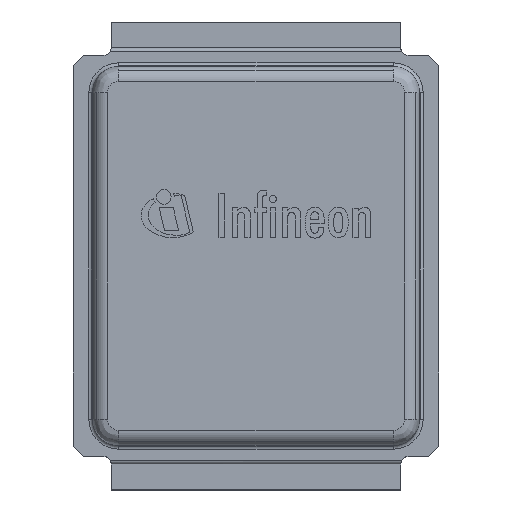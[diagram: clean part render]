
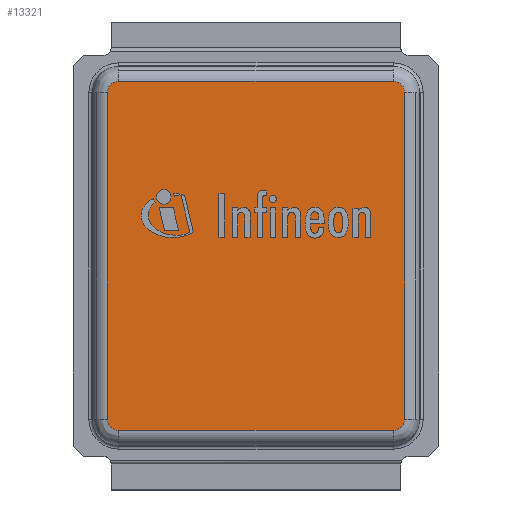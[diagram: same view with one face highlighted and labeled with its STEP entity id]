
A CAD part, top view. The second image highlights one B-rep face of the part: STEP entity #13321.
In plain terms, the highlighted planar face has unit normal (0, 0, 1).
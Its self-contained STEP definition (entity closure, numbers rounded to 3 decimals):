
#113 = DIRECTION ( 'NONE',  ( 0., 0., -1. ) ) ;
#688 = DIRECTION ( 'NONE',  ( 0., 0., -1. ) ) ;
#700 = CARTESIAN_POINT ( 'NONE',  ( 1.85, -2.35, 0.645 ) ) ;
#805 = VERTEX_POINT ( 'NONE', #700 ) ;
#1013 = AXIS2_PLACEMENT_3D ( 'NONE', #7718, #17677, #9127 ) ;
#1016 = VERTEX_POINT ( 'NONE', #3360 ) ;
#1205 = VERTEX_POINT ( 'NONE', #4331 ) ;
#1244 = PLANE ( 'NONE',  #5493 ) ;
#1336 = ORIENTED_EDGE ( 'NONE', *, *, #2372, .F. ) ;
#1568 = CARTESIAN_POINT ( 'NONE',  ( -1.85, -2.35, 0.645 ) ) ;
#1574 = CARTESIAN_POINT ( 'NONE',  ( -2., 0.3, 0.645 ) ) ;
#2372 = EDGE_CURVE ( 'NONE', #8195, #805, #15346, .T. ) ;
#2464 = CARTESIAN_POINT ( 'NONE',  ( 0.925, -2.35, 0.645 ) ) ;
#2605 = CARTESIAN_POINT ( 'NONE',  ( 1.85, 2.35, 0.645 ) ) ;
#2627 = AXIS2_PLACEMENT_3D ( 'NONE', #8636, #113, #10086 ) ;
#2949 = ORIENTED_EDGE ( 'NONE', *, *, #7445, .F. ) ;
#3360 = CARTESIAN_POINT ( 'NONE',  ( -2., -2.2, 0.645 ) ) ;
#3444 = EDGE_CURVE ( 'NONE', #1016, #1205, #14514, .T. ) ;
#3614 = CIRCLE ( 'NONE', #11626, 0.15 ) ;
#3899 = CARTESIAN_POINT ( 'NONE',  ( 2., -2.2, 0.645 ) ) ;
#4331 = CARTESIAN_POINT ( 'NONE',  ( -2., 2.2, 0.645 ) ) ;
#4369 = DIRECTION ( 'NONE',  ( 1., 0., 0. ) ) ;
#4446 = CIRCLE ( 'NONE', #1013, 0.15 ) ;
#4499 = CARTESIAN_POINT ( 'NONE',  ( -1.85, 2.35, 0.645 ) ) ;
#4675 = CARTESIAN_POINT ( 'NONE',  ( 2., 2.5, 0.645 ) ) ;
#5188 = ORIENTED_EDGE ( 'NONE', *, *, #5471, .F. ) ;
#5471 = EDGE_CURVE ( 'NONE', #8746, #8195, #10225, .T. ) ;
#5493 = AXIS2_PLACEMENT_3D ( 'NONE', #6998, #16964, #8430 ) ;
#6377 = LINE ( 'NONE', #2464, #17734 ) ;
#6432 = VECTOR ( 'NONE', #10425, 1000. ) ;
#6914 = VECTOR ( 'NONE', #10142, 1000. ) ;
#6998 = CARTESIAN_POINT ( 'NONE',  ( 0., 2.8, 0.645 ) ) ;
#7445 = EDGE_CURVE ( 'NONE', #17619, #16431, #10441, .T. ) ;
#7718 = CARTESIAN_POINT ( 'NONE',  ( 1.85, 2.2, 0.645 ) ) ;
#7780 = ORIENTED_EDGE ( 'NONE', *, *, #3444, .F. ) ;
#8195 = VERTEX_POINT ( 'NONE', #3899 ) ;
#8256 = CARTESIAN_POINT ( 'NONE',  ( -1.85, -2.2, 0.645 ) ) ;
#8372 = ORIENTED_EDGE ( 'NONE', *, *, #16890, .F. ) ;
#8430 = DIRECTION ( 'NONE',  ( 1., 0., 0. ) ) ;
#8636 = CARTESIAN_POINT ( 'NONE',  ( -1.85, 2.2, 0.645 ) ) ;
#8746 = VERTEX_POINT ( 'NONE', #15199 ) ;
#9127 = DIRECTION ( 'NONE',  ( 0.707, 0.707, 0. ) ) ;
#9222 = EDGE_CURVE ( 'NONE', #16431, #8746, #4446, .T. ) ;
#9230 = CARTESIAN_POINT ( 'NONE',  ( 1.85, -2.2, 0.645 ) ) ;
#9687 = DIRECTION ( 'NONE',  ( -0.707, -0.707, 0. ) ) ;
#10086 = DIRECTION ( 'NONE',  ( -0.707, 0.707, 0. ) ) ;
#10142 = DIRECTION ( 'NONE',  ( 0., 1., 0. ) ) ;
#10160 = ORIENTED_EDGE ( 'NONE', *, *, #13226, .F. ) ;
#10225 = LINE ( 'NONE', #4675, #6432 ) ;
#10425 = DIRECTION ( 'NONE',  ( 0., -1., 0. ) ) ;
#10441 = LINE ( 'NONE', #17138, #12897 ) ;
#10615 = ORIENTED_EDGE ( 'NONE', *, *, #17083, .F. ) ;
#11078 = AXIS2_PLACEMENT_3D ( 'NONE', #9230, #688, #13322 ) ;
#11626 = AXIS2_PLACEMENT_3D ( 'NONE', #8256, #18216, #9687 ) ;
#11684 = VERTEX_POINT ( 'NONE', #1568 ) ;
#12475 = DIRECTION ( 'NONE',  ( -1., 0., 0. ) ) ;
#12897 = VECTOR ( 'NONE', #4369, 1000. ) ;
#13226 = EDGE_CURVE ( 'NONE', #11684, #1016, #3614, .T. ) ;
#13233 = FACE_OUTER_BOUND ( 'NONE', #16091, .T. ) ;
#13321 = ADVANCED_FACE ( 'NONE', ( #13233 ), #1244, .T. ) ;
#13322 = DIRECTION ( 'NONE',  ( 0.707, -0.707, 0. ) ) ;
#14514 = LINE ( 'NONE', #1574, #6914 ) ;
#15199 = CARTESIAN_POINT ( 'NONE',  ( 2., 2.2, 0.645 ) ) ;
#15346 = CIRCLE ( 'NONE', #11078, 0.15 ) ;
#16091 = EDGE_LOOP ( 'NONE', ( #1336, #5188, #17525, #2949, #10615, #7780, #10160, #8372 ) ) ;
#16431 = VERTEX_POINT ( 'NONE', #2605 ) ;
#16890 = EDGE_CURVE ( 'NONE', #805, #11684, #6377, .T. ) ;
#16964 = DIRECTION ( 'NONE',  ( 0., 0., 1. ) ) ;
#17083 = EDGE_CURVE ( 'NONE', #1205, #17619, #18408, .T. ) ;
#17138 = CARTESIAN_POINT ( 'NONE',  ( -0.925, 2.35, 0.645 ) ) ;
#17525 = ORIENTED_EDGE ( 'NONE', *, *, #9222, .F. ) ;
#17619 = VERTEX_POINT ( 'NONE', #4499 ) ;
#17677 = DIRECTION ( 'NONE',  ( 0., 0., -1. ) ) ;
#17734 = VECTOR ( 'NONE', #12475, 1000. ) ;
#18216 = DIRECTION ( 'NONE',  ( 0., 0., -1. ) ) ;
#18408 = CIRCLE ( 'NONE', #2627, 0.15 ) ;
